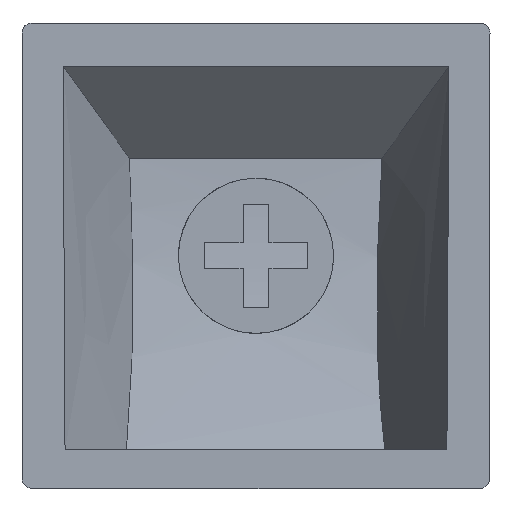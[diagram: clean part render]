
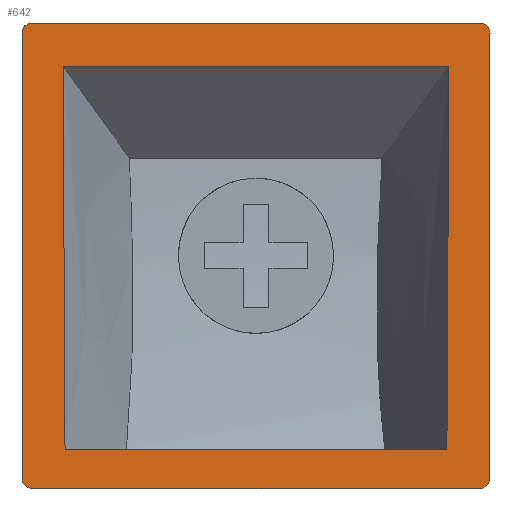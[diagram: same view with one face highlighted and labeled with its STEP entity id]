
A CAD part, front view. The second image highlights one B-rep face of the part: STEP entity #642.
In plain terms, the highlighted planar face has unit normal (0, -1, 0).
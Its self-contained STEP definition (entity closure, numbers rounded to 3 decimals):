
#17=FACE_BOUND('',#200,.T.);
#34=PLANE('',#700);
#42=LINE('',#1834,#85);
#75=LINE('',#1967,#118);
#77=LINE('',#1979,#120);
#79=LINE('',#2129,#122);
#81=LINE('',#2136,#124);
#82=LINE('',#2151,#125);
#85=VECTOR('',#717,1000.);
#118=VECTOR('',#798,1000.);
#120=VECTOR('',#804,1000.);
#122=VECTOR('',#808,1000.);
#124=VECTOR('',#816,1000.);
#125=VECTOR('',#817,1000.);
#159=FACE_OUTER_BOUND('',#199,.T.);
#199=EDGE_LOOP('',(#549,#550,#551,#552,#553,#554,#555,#556));
#200=EDGE_LOOP('',(#557,#558,#559,#560));
#219=B_SPLINE_CURVE_WITH_KNOTS('',3,(#1376,#1377,#1378,#1379,#1380,#1381,
#1382,#1383,#1384,#1385,#1386,#1387),.UNSPECIFIED.,.F.,.F.,(4,2,2,2,2,4),
(-0.059,-0.043,-0.03,-0.016,
-0.008,0.),.UNSPECIFIED.);
#222=B_SPLINE_CURVE_WITH_KNOTS('',3,(#1749,#1750,#1751,#1752,#1753,#1754,
#1755,#1756,#1757,#1758,#1759,#1760),.UNSPECIFIED.,.F.,.F.,(4,2,2,2,2,4),
(-0.067,-0.05,-0.034,-0.018,
-0.008,0.),.UNSPECIFIED.);
#226=B_SPLINE_CURVE_WITH_KNOTS('',3,(#1800,#1801,#1802,#1803,#1804,#1805),
 .UNSPECIFIED.,.F.,.F.,(4,2,4),(-1.48,-0.74,0.),
 .UNSPECIFIED.);
#234=B_SPLINE_CURVE_WITH_KNOTS('',3,(#2138,#2139,#2140,#2141,#2142,#2143,
#2144,#2145,#2146,#2147,#2148,#2149),.UNSPECIFIED.,.F.,.F.,(4,2,2,2,2,4),
(-0.059,-0.051,-0.043,-0.03,
-0.016,0.),.UNSPECIFIED.);
#235=B_SPLINE_CURVE_WITH_KNOTS('',3,(#2152,#2153,#2154,#2155,#2156,#2157,
#2158,#2159,#2160,#2161,#2162,#2163),.UNSPECIFIED.,.F.,.F.,(4,2,2,2,2,4),
(-0.067,-0.059,-0.05,-0.034,
-0.017,0.),.UNSPECIFIED.);
#236=B_SPLINE_CURVE_WITH_KNOTS('',3,(#2164,#2165,#2166,#2167,#2168,#2169),
 .UNSPECIFIED.,.F.,.F.,(4,2,4),(-1.447,-0.729,0.),
 .UNSPECIFIED.);
#270=VERTEX_POINT('',#1149);
#271=VERTEX_POINT('',#1227);
#272=VERTEX_POINT('',#1454);
#273=VERTEX_POINT('',#1531);
#274=VERTEX_POINT('',#1777);
#277=VERTEX_POINT('',#1792);
#308=VERTEX_POINT('',#1960);
#310=VERTEX_POINT('',#1978);
#312=VERTEX_POINT('',#1989);
#314=VERTEX_POINT('',#2135);
#315=VERTEX_POINT('',#2137);
#316=VERTEX_POINT('',#2150);
#335=EDGE_CURVE('',#270,#271,#219,.T.);
#338=EDGE_CURVE('',#272,#273,#222,.T.);
#342=EDGE_CURVE('',#274,#277,#226,.T.);
#343=EDGE_CURVE('',#270,#273,#42,.T.);
#388=EDGE_CURVE('',#277,#308,#75,.T.);
#391=EDGE_CURVE('',#310,#274,#77,.T.);
#395=EDGE_CURVE('',#312,#271,#79,.T.);
#398=EDGE_CURVE('',#272,#314,#81,.T.);
#399=EDGE_CURVE('',#312,#315,#234,.T.);
#400=EDGE_CURVE('',#316,#315,#82,.T.);
#401=EDGE_CURVE('',#316,#314,#235,.T.);
#402=EDGE_CURVE('',#308,#310,#236,.T.);
#549=ORIENTED_EDGE('',*,*,#398,.F.);
#550=ORIENTED_EDGE('',*,*,#338,.T.);
#551=ORIENTED_EDGE('',*,*,#343,.F.);
#552=ORIENTED_EDGE('',*,*,#335,.T.);
#553=ORIENTED_EDGE('',*,*,#395,.F.);
#554=ORIENTED_EDGE('',*,*,#399,.T.);
#555=ORIENTED_EDGE('',*,*,#400,.F.);
#556=ORIENTED_EDGE('',*,*,#401,.T.);
#557=ORIENTED_EDGE('',*,*,#388,.T.);
#558=ORIENTED_EDGE('',*,*,#402,.T.);
#559=ORIENTED_EDGE('',*,*,#391,.T.);
#560=ORIENTED_EDGE('',*,*,#342,.T.);
#642=ADVANCED_FACE('',(#159,#17),#34,.T.);
#700=AXIS2_PLACEMENT_3D('',#2134,#814,#815);
#717=DIRECTION('',(0.,0.,-1.));
#798=DIRECTION('',(-1.,0.,0.));
#804=DIRECTION('',(1.,0.,0.));
#808=DIRECTION('',(1.,0.,0.));
#814=DIRECTION('center_axis',(0.,-1.,0.));
#815=DIRECTION('ref_axis',(0.,0.,-1.));
#816=DIRECTION('',(-1.,0.,0.));
#817=DIRECTION('',(0.,0.,1.));
#1149=CARTESIAN_POINT('',(18.1,0.,-0.383));
#1227=CARTESIAN_POINT('',(17.737,0.,0.));
#1376=CARTESIAN_POINT('Ctrl Pts',(18.1,0.,
-0.383));
#1377=CARTESIAN_POINT('Ctrl Pts',(18.1,0.,
-0.33));
#1378=CARTESIAN_POINT('Ctrl Pts',(18.091,0.,
-0.278));
#1379=CARTESIAN_POINT('Ctrl Pts',(18.055,0.,
-0.186));
#1380=CARTESIAN_POINT('Ctrl Pts',(18.031,0.,
-0.146));
#1381=CARTESIAN_POINT('Ctrl Pts',(17.97,0.,
-0.08));
#1382=CARTESIAN_POINT('Ctrl Pts',(17.933,0.,
-0.053));
#1383=CARTESIAN_POINT('Ctrl Pts',(17.868,0.,
-0.022));
#1384=CARTESIAN_POINT('Ctrl Pts',(17.842,0.,
-0.014));
#1385=CARTESIAN_POINT('Ctrl Pts',(17.789,0.,
-0.003));
#1386=CARTESIAN_POINT('Ctrl Pts',(17.763,0.,
0.));
#1387=CARTESIAN_POINT('Ctrl Pts',(17.737,0.,
0.));
#1454=CARTESIAN_POINT('',(17.649,0.,-18.));
#1531=CARTESIAN_POINT('',(18.1,0.,-17.6));
#1749=CARTESIAN_POINT('Ctrl Pts',(17.649,0.,-18.));
#1750=CARTESIAN_POINT('Ctrl Pts',(17.705,0.,-18.));
#1751=CARTESIAN_POINT('Ctrl Pts',(17.76,0.,
-17.991));
#1752=CARTESIAN_POINT('Ctrl Pts',(17.866,0.,
-17.955));
#1753=CARTESIAN_POINT('Ctrl Pts',(17.915,0.,
-17.928));
#1754=CARTESIAN_POINT('Ctrl Pts',(18.,0.,
-17.857));
#1755=CARTESIAN_POINT('Ctrl Pts',(18.034,0.,
-17.816));
#1756=CARTESIAN_POINT('Ctrl Pts',(18.072,0.,
-17.741));
#1757=CARTESIAN_POINT('Ctrl Pts',(18.083,0.,
-17.713));
#1758=CARTESIAN_POINT('Ctrl Pts',(18.097,0.,
-17.656));
#1759=CARTESIAN_POINT('Ctrl Pts',(18.1,0.,
-17.628));
#1760=CARTESIAN_POINT('Ctrl Pts',(18.1,0.,
-17.6));
#1777=CARTESIAN_POINT('',(16.51,0.,-1.668));
#1792=CARTESIAN_POINT('',(16.433,0.,-16.5));
#1800=CARTESIAN_POINT('Ctrl Pts',(16.51,0.,
-1.668));
#1801=CARTESIAN_POINT('Ctrl Pts',(16.5,0.,
-4.134));
#1802=CARTESIAN_POINT('Ctrl Pts',(16.489,0.,
-6.617));
#1803=CARTESIAN_POINT('Ctrl Pts',(16.464,0.,
-11.549));
#1804=CARTESIAN_POINT('Ctrl Pts',(16.45,0.,
-14.034));
#1805=CARTESIAN_POINT('Ctrl Pts',(16.433,0.,
-16.5));
#1834=CARTESIAN_POINT('',(18.1,0.,0.));
#1960=CARTESIAN_POINT('',(1.664,0.,-16.5));
#1967=CARTESIAN_POINT('',(0.,0.,-16.5));
#1978=CARTESIAN_POINT('',(1.589,0.,-1.668));
#1979=CARTESIAN_POINT('',(-47.95,0.,-1.668));
#1989=CARTESIAN_POINT('',(0.363,0.,0.));
#2129=CARTESIAN_POINT('',(-95.9,0.,0.));
#2134=CARTESIAN_POINT('Origin',(0.,0.,0.));
#2135=CARTESIAN_POINT('',(0.45,0.,-18.));
#2136=CARTESIAN_POINT('',(0.,0.,-18.));
#2137=CARTESIAN_POINT('',(0.,0.,-0.383));
#2138=CARTESIAN_POINT('Ctrl Pts',(0.363,0.,
0.));
#2139=CARTESIAN_POINT('Ctrl Pts',(0.337,0.,
0.));
#2140=CARTESIAN_POINT('Ctrl Pts',(0.311,0.,
-0.003));
#2141=CARTESIAN_POINT('Ctrl Pts',(0.258,0.,
-0.014));
#2142=CARTESIAN_POINT('Ctrl Pts',(0.233,0.,
-0.022));
#2143=CARTESIAN_POINT('Ctrl Pts',(0.167,0.,
-0.053));
#2144=CARTESIAN_POINT('Ctrl Pts',(0.131,0.,
-0.079));
#2145=CARTESIAN_POINT('Ctrl Pts',(0.069,0.,
-0.146));
#2146=CARTESIAN_POINT('Ctrl Pts',(0.045,0.,
-0.185));
#2147=CARTESIAN_POINT('Ctrl Pts',(0.009,0.,
-0.277));
#2148=CARTESIAN_POINT('Ctrl Pts',(0.,0.,
-0.33));
#2149=CARTESIAN_POINT('Ctrl Pts',(0.,0.,
-0.383));
#2150=CARTESIAN_POINT('',(0.,0.,-17.6));
#2151=CARTESIAN_POINT('',(0.,0.,0.));
#2152=CARTESIAN_POINT('Ctrl Pts',(0.,0.,-17.6));
#2153=CARTESIAN_POINT('Ctrl Pts',(0.,0.,-17.628));
#2154=CARTESIAN_POINT('Ctrl Pts',(0.003,0.,
-17.656));
#2155=CARTESIAN_POINT('Ctrl Pts',(0.017,0.,
-17.713));
#2156=CARTESIAN_POINT('Ctrl Pts',(0.027,0.,
-17.741));
#2157=CARTESIAN_POINT('Ctrl Pts',(0.066,0.,
-17.815));
#2158=CARTESIAN_POINT('Ctrl Pts',(0.1,0.,
-17.857));
#2159=CARTESIAN_POINT('Ctrl Pts',(0.184,0.,
-17.928));
#2160=CARTESIAN_POINT('Ctrl Pts',(0.234,0.,
-17.955));
#2161=CARTESIAN_POINT('Ctrl Pts',(0.34,0.,
-17.991));
#2162=CARTESIAN_POINT('Ctrl Pts',(0.395,0.,
-18.));
#2163=CARTESIAN_POINT('Ctrl Pts',(0.45,0.,
-18.));
#2164=CARTESIAN_POINT('Ctrl Pts',(1.664,0.,
-16.5));
#2165=CARTESIAN_POINT('Ctrl Pts',(1.644,0.,
-14.074));
#2166=CARTESIAN_POINT('Ctrl Pts',(1.629,0.,
-11.48));
#2167=CARTESIAN_POINT('Ctrl Pts',(1.606,0.,
-6.648));
#2168=CARTESIAN_POINT('Ctrl Pts',(1.596,0.,
-4.099));
#2169=CARTESIAN_POINT('Ctrl Pts',(1.589,0.,
-1.668));
